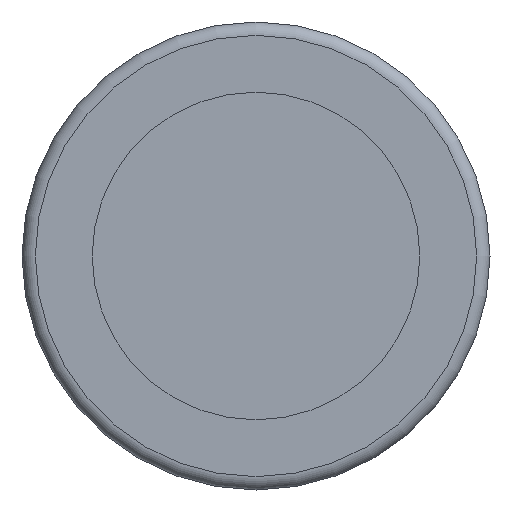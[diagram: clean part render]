
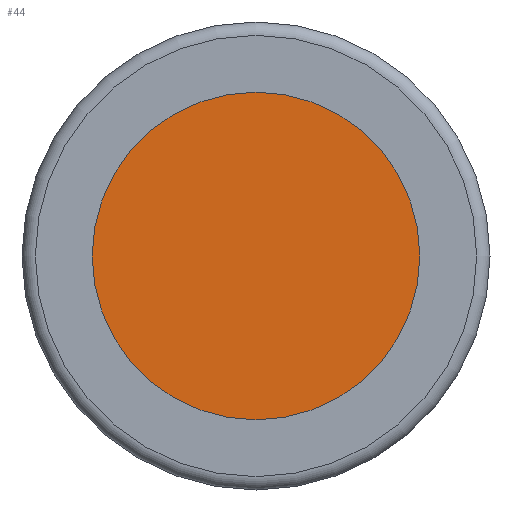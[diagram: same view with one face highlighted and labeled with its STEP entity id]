
A CAD part, front view. The second image highlights one B-rep face of the part: STEP entity #44.
In plain terms, the highlighted planar face has unit normal (0, -1, 0).
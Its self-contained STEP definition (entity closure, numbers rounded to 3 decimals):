
#44 = ADVANCED_FACE( '', ( #95 ), #96, .F. );
#95 = FACE_OUTER_BOUND( '', #156, .T. );
#96 = PLANE( '', #157 );
#156 = EDGE_LOOP( '', ( #217 ) );
#157 = AXIS2_PLACEMENT_3D( '', #218, #219, #220 );
#217 = ORIENTED_EDGE( '', *, *, #288, .T. );
#218 = CARTESIAN_POINT( '', ( -3.5, 0.55, 0. ) );
#219 = DIRECTION( '', ( 0., 1., 0. ) );
#220 = DIRECTION( '', ( 0., 0., 1. ) );
#288 = EDGE_CURVE( '', #318, #318, #319, .T. );
#318 = VERTEX_POINT( '', #356 );
#319 = CIRCLE( '', #357, 3.5 );
#356 = CARTESIAN_POINT( '', ( 0., 0.55, -3.5 ) );
#357 = AXIS2_PLACEMENT_3D( '', #394, #395, #396 );
#394 = CARTESIAN_POINT( '', ( 0., 0.55, 0. ) );
#395 = DIRECTION( '', ( 0., -1., 0. ) );
#396 = DIRECTION( '', ( 0., 0., -1. ) );
